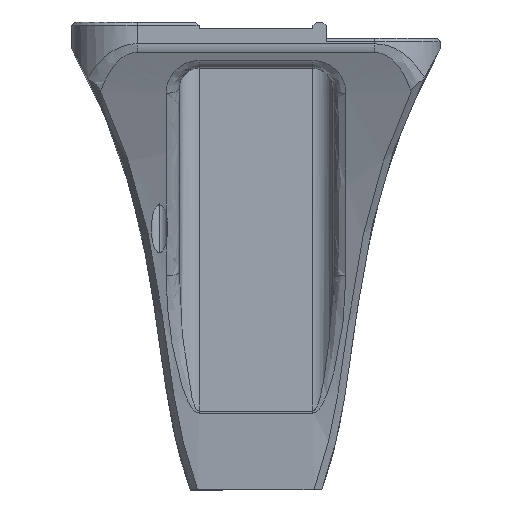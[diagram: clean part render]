
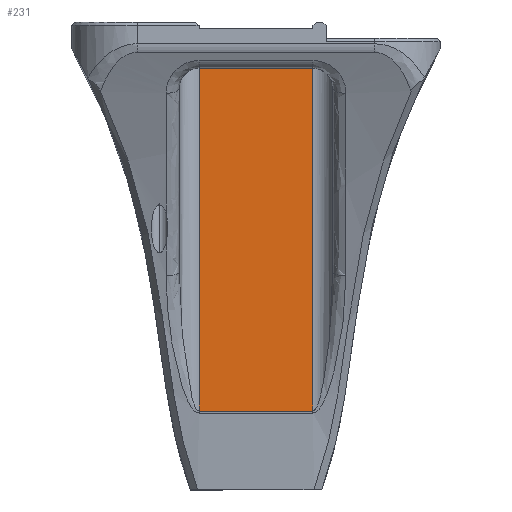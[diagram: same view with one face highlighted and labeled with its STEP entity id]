
A CAD part, top view. The second image highlights one B-rep face of the part: STEP entity #231.
In plain terms, the highlighted planar face has unit normal (0, 0, 1).
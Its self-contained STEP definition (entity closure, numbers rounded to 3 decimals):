
#11 = EDGE_LOOP ( 'NONE', ( #2689, #3753, #3384, #2712 ) ) ;
#12 = CARTESIAN_POINT ( 'NONE',  ( -16.561, -65.693, 9.55 ) ) ;
#95 = VECTOR ( 'NONE', #3883, 1000. ) ;
#123 = DIRECTION ( 'NONE',  ( 1., 0., 0. ) ) ;
#231 = ADVANCED_FACE ( 'NONE', ( #4077 ), #4580, .F. ) ;
#335 = VERTEX_POINT ( 'NONE', #4486 ) ;
#586 = VERTEX_POINT ( 'NONE', #3072 ) ;
#1127 = VERTEX_POINT ( 'NONE', #3258 ) ;
#1130 = DIRECTION ( 'NONE',  ( 0., 0., -1. ) ) ;
#1157 = LINE ( 'NONE', #4633, #3707 ) ;
#1638 = AXIS2_PLACEMENT_3D ( 'NONE', #4965, #1130, #4027 ) ;
#1885 = VECTOR ( 'NONE', #2012, 1000. ) ;
#2012 = DIRECTION ( 'NONE',  ( 0., -1., 0. ) ) ;
#2029 = EDGE_CURVE ( 'NONE', #586, #335, #1157, .T. ) ;
#2474 = CARTESIAN_POINT ( 'NONE',  ( 3.739, -13.518, 9.55 ) ) ;
#2547 = LINE ( 'NONE', #2474, #4016 ) ;
#2685 = CARTESIAN_POINT ( 'NONE',  ( 0.739, -13.518, 9.55 ) ) ;
#2689 = ORIENTED_EDGE ( 'NONE', *, *, #4801, .T. ) ;
#2712 = ORIENTED_EDGE ( 'NONE', *, *, #3958, .T. ) ;
#2867 = VERTEX_POINT ( 'NONE', #4464 ) ;
#3072 = CARTESIAN_POINT ( 'NONE',  ( -16.561, -65.541, 9.55 ) ) ;
#3258 = CARTESIAN_POINT ( 'NONE',  ( -16.561, -13.518, 9.55 ) ) ;
#3384 = ORIENTED_EDGE ( 'NONE', *, *, #4901, .T. ) ;
#3512 = LINE ( 'NONE', #12, #1885 ) ;
#3707 = VECTOR ( 'NONE', #123, 1000. ) ;
#3753 = ORIENTED_EDGE ( 'NONE', *, *, #2029, .T. ) ;
#3883 = DIRECTION ( 'NONE',  ( 0., 1., 0. ) ) ;
#3933 = LINE ( 'NONE', #2685, #95 ) ;
#3958 = EDGE_CURVE ( 'NONE', #2867, #1127, #2547, .T. ) ;
#4016 = VECTOR ( 'NONE', #4744, 1000. ) ;
#4027 = DIRECTION ( 'NONE',  ( 0., -1., 0. ) ) ;
#4077 = FACE_OUTER_BOUND ( 'NONE', #11, .T. ) ;
#4464 = CARTESIAN_POINT ( 'NONE',  ( 0.739, -13.518, 9.55 ) ) ;
#4486 = CARTESIAN_POINT ( 'NONE',  ( 0.739, -65.541, 9.55 ) ) ;
#4580 = PLANE ( 'NONE',  #1638 ) ;
#4633 = CARTESIAN_POINT ( 'NONE',  ( 3.739, -65.541, 9.55 ) ) ;
#4744 = DIRECTION ( 'NONE',  ( -1., 0., 0. ) ) ;
#4801 = EDGE_CURVE ( 'NONE', #1127, #586, #3512, .T. ) ;
#4901 = EDGE_CURVE ( 'NONE', #335, #2867, #3933, .T. ) ;
#4965 = CARTESIAN_POINT ( 'NONE',  ( 3.739, -88.518, 9.55 ) ) ;
